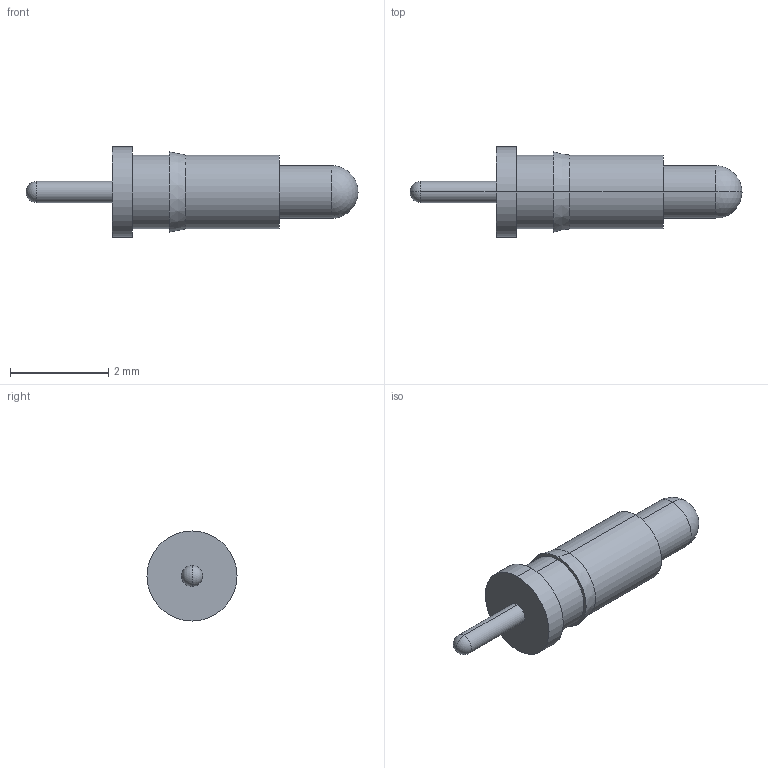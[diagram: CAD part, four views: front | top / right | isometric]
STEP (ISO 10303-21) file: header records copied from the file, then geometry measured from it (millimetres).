
FILE_DESCRIPTION (( 'STEP AP214' ), '1' );
FILE_NAME ('UEBK-13294.STEP', '2019-07-17T07:53:26', ( '' ), ( '' ), 'SwSTEP 2.0', 'SolidWorks 2019', '' );
FILE_SCHEMA (( 'AUTOMOTIVE_DESIGN' ));
Length unit declared in the file: millimetre
Products named in the file (1): UEBK-13294
Bounding box: 6.75 x 1.83 x 1.83 mm (x, y, z)
Volume: 7.9 mm3; surface area: 28.8 mm2
Topology: 1 solids, 1 shells, 20 faces, 46 edges, 28 vertices
Faces by surface type: cylinder 10, sphere 4, plane 4, cone 2
Entity records: 770 total; most frequent: DIRECTION 106, CARTESIAN_POINT 83, ORIENTED_EDGE 76, AXIS2_PLACEMENT_3D 47, EDGE_CURVE 38, CIRCLE 26, VERTEX_POINT 24, EDGE_LOOP 24
